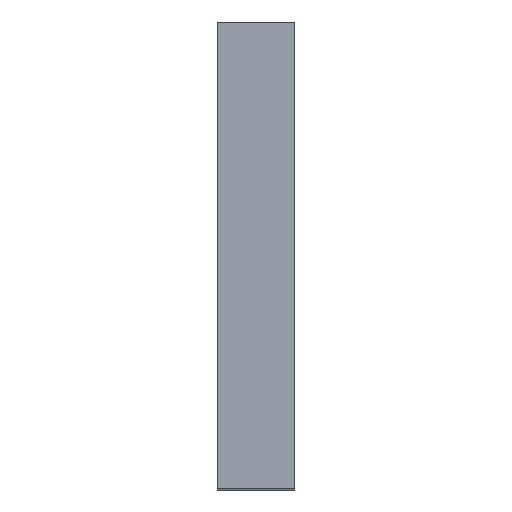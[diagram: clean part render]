
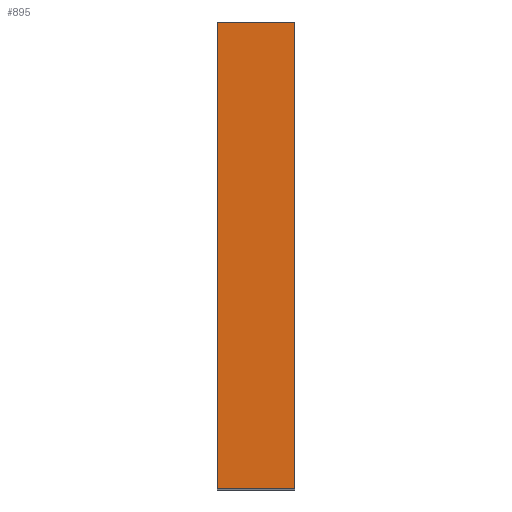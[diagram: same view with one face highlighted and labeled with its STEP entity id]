
A CAD part, top view. The second image highlights one B-rep face of the part: STEP entity #895.
In plain terms, the highlighted planar face has unit normal (0, 0, 1).
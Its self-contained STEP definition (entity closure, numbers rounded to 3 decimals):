
#60 = ORIENTED_EDGE ( 'NONE', *, *, #1113, .T. ) ;
#86 = EDGE_LOOP ( 'NONE', ( #1090, #1378, #60, #691 ) ) ;
#99 = CARTESIAN_POINT ( 'NONE',  ( 5., -30., 50. ) ) ;
#149 = VECTOR ( 'NONE', #1215, 1000. ) ;
#155 = CARTESIAN_POINT ( 'NONE',  ( 5., 0., 50. ) ) ;
#186 = VERTEX_POINT ( 'NONE', #580 ) ;
#200 = CARTESIAN_POINT ( 'NONE',  ( 5., -30., 50. ) ) ;
#207 = LINE ( 'NONE', #99, #1018 ) ;
#329 = DIRECTION ( 'NONE',  ( 1., 0., 0. ) ) ;
#382 = CARTESIAN_POINT ( 'NONE',  ( 0., 0., 50. ) ) ;
#404 = VERTEX_POINT ( 'NONE', #200 ) ;
#434 = VERTEX_POINT ( 'NONE', #1139 ) ;
#460 = VECTOR ( 'NONE', #676, 1000. ) ;
#532 = CARTESIAN_POINT ( 'NONE',  ( 5., 0., 50. ) ) ;
#544 = FACE_OUTER_BOUND ( 'NONE', #86, .T. ) ;
#555 = AXIS2_PLACEMENT_3D ( 'NONE', #1339, #1231, #713 ) ;
#580 = CARTESIAN_POINT ( 'NONE',  ( 0., 0., 50. ) ) ;
#587 = VERTEX_POINT ( 'NONE', #532 ) ;
#594 = LINE ( 'NONE', #155, #149 ) ;
#598 = DIRECTION ( 'NONE',  ( 0., 1., 0. ) ) ;
#649 = LINE ( 'NONE', #382, #1082 ) ;
#672 = EDGE_CURVE ( 'NONE', #404, #587, #841, .T. ) ;
#676 = DIRECTION ( 'NONE',  ( 0., 1., 0. ) ) ;
#691 = ORIENTED_EDGE ( 'NONE', *, *, #672, .T. ) ;
#713 = DIRECTION ( 'NONE',  ( 0., -1., 0. ) ) ;
#818 = EDGE_CURVE ( 'NONE', #434, #186, #649, .T. ) ;
#841 = LINE ( 'NONE', #1294, #460 ) ;
#895 = ADVANCED_FACE ( 'NONE', ( #544 ), #908, .F. ) ;
#908 = PLANE ( 'NONE',  #555 ) ;
#1018 = VECTOR ( 'NONE', #329, 1000. ) ;
#1082 = VECTOR ( 'NONE', #598, 1000. ) ;
#1090 = ORIENTED_EDGE ( 'NONE', *, *, #1259, .F. ) ;
#1113 = EDGE_CURVE ( 'NONE', #434, #404, #207, .T. ) ;
#1139 = CARTESIAN_POINT ( 'NONE',  ( 0., -30., 50. ) ) ;
#1215 = DIRECTION ( 'NONE',  ( 1., 0., 0. ) ) ;
#1231 = DIRECTION ( 'NONE',  ( 0., 0., -1. ) ) ;
#1259 = EDGE_CURVE ( 'NONE', #186, #587, #594, .T. ) ;
#1294 = CARTESIAN_POINT ( 'NONE',  ( 5., 0., 50. ) ) ;
#1339 = CARTESIAN_POINT ( 'NONE',  ( 5., 0., 50. ) ) ;
#1378 = ORIENTED_EDGE ( 'NONE', *, *, #818, .F. ) ;
